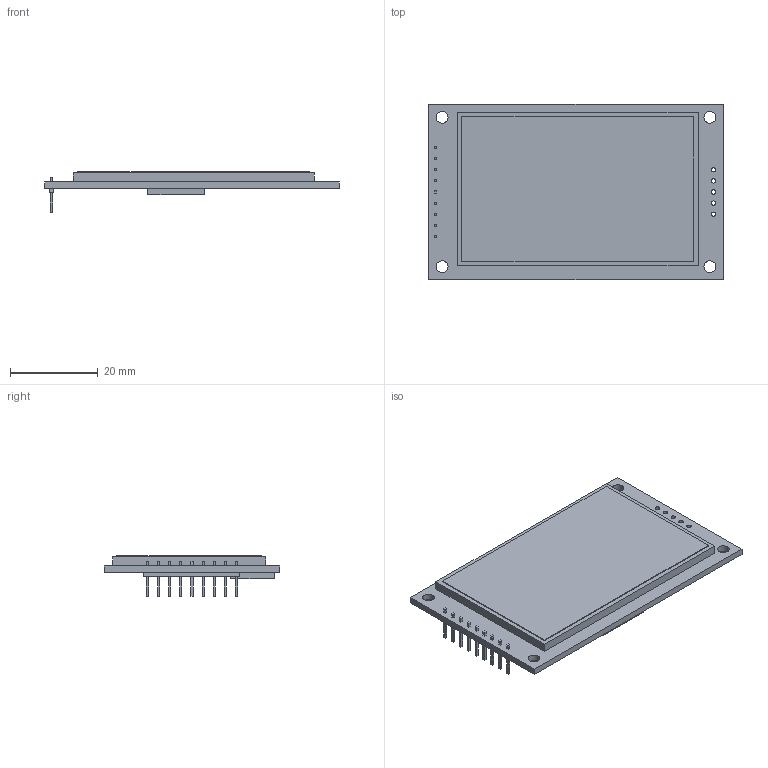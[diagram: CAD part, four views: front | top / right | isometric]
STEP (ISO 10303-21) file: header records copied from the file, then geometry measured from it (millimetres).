
FILE_DESCRIPTION(('FreeCAD Model'),'2;1');
FILE_NAME('Display frame_sp.step', '2017-07-29T11:21:57',('kicad StepUp'),('ksu MCAD'), 'Open CASCADE STEP processor 7.1','FreeCAD','Unknown');
FILE_SCHEMA(('AUTOMOTIVE_DESIGN { 1 0 10303 214 1 1 1 1 }'));
Length unit declared in the file: millimetre
Products named in the file (1): Display_frame_sp
Bounding box: 67.2 x 40.1 x 9.2 mm (x, y, z)
Volume: 8406.8 mm3; surface area: 10184.4 mm2
Topology: 2 solids, 2 shells, 130 faces, 315 edges, 210 vertices
Faces by surface type: plane 121, cylinder 9
Full cylindrical faces by diameter (mm): 1 x5, 2.7 x4
Entity records: 2485 total; most frequent: ORIENTED_EDGE 479, CARTESIAN_POINT 333, EDGE_CURVE 315, LINE 259, VERTEX_POINT 210, FACE_BOUND 169, EDGE_LOOP 169, ADVANCED_FACE 130
